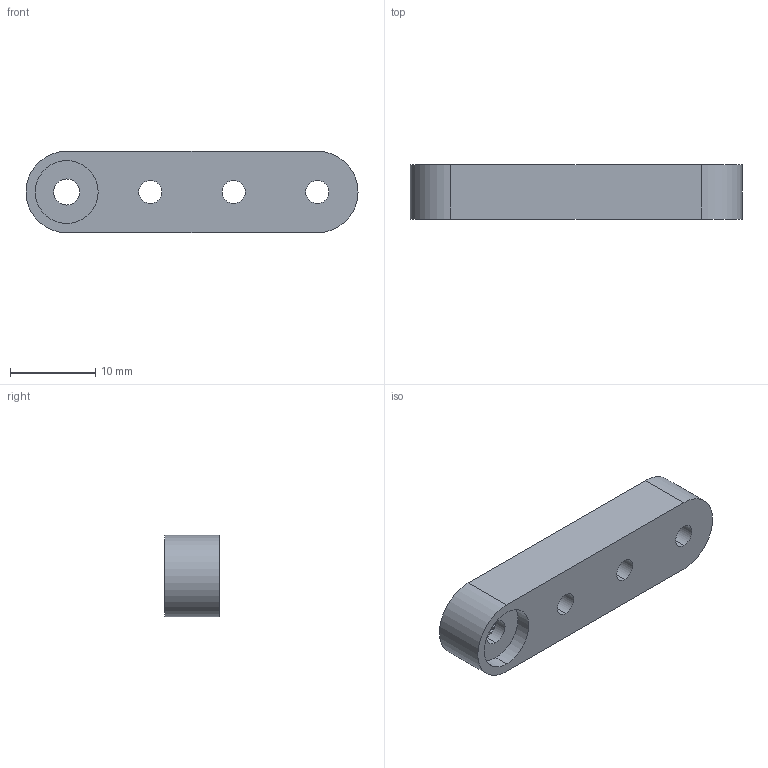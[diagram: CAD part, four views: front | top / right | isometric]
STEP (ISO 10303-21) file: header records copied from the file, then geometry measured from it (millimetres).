
FILE_DESCRIPTION (( 'STEP AP203' ), '1' );
FILE_NAME ('525116.STEP', '2014-07-10T15:27:05', ( 'Kyle' ), ( 'Microsoft' ), 'SwSTEP 2.0', 'SolidWorks 2014', '' );
FILE_SCHEMA (( 'CONFIG_CONTROL_DESIGN' ));
Length unit declared in the file: inch
Products named in the file (1): 525116
Bounding box: 38.86 x 6.35 x 9.53 mm (x, y, z)
Volume: 1634.2 mm3; surface area: 1640.8 mm2
Topology: 1 solids, 1 shells, 75 faces, 204 edges, 136 vertices
Faces by surface type: plane 57, cylinder 18
Entity records: 2449 total; most frequent: CARTESIAN_POINT 416, ORIENTED_EDGE 408, DIRECTION 392, EDGE_CURVE 204, VECTOR 168, LINE 168, VERTEX_POINT 136, AXIS2_PLACEMENT_3D 112
